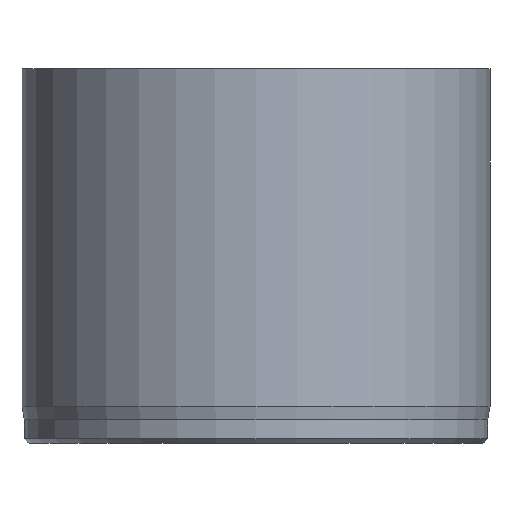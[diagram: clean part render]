
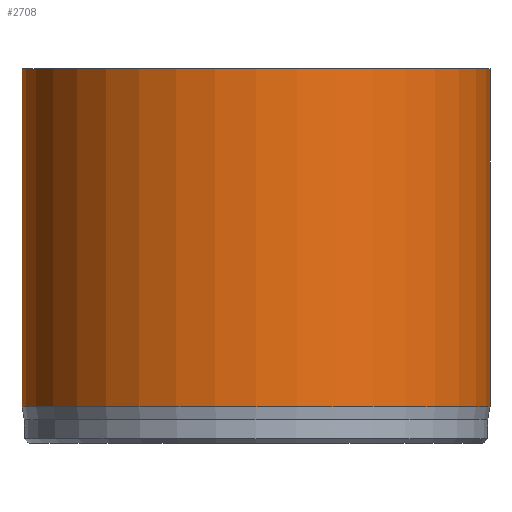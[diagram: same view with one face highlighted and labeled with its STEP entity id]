
A CAD part, front view. The second image highlights one B-rep face of the part: STEP entity #2708.
In plain terms, the highlighted cylindrical face has radius 10 mm (diameter 20 mm), a full revolution.
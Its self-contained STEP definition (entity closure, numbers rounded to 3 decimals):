
#43=CYLINDRICAL_SURFACE('',#2874,10.);
#57=CIRCLE('',#2872,10.);
#58=CIRCLE('',#2873,10.);
#59=CIRCLE('',#2875,10.);
#235=FACE_OUTER_BOUND('',#388,.T.);
#388=EDGE_LOOP('',(#2154,#2155,#2156,#2157,#2158));
#591=LINE('',#4595,#805);
#805=VECTOR('',#3173,10.);
#1214=VERTEX_POINT('',#4587);
#1215=VERTEX_POINT('',#4588);
#1216=VERTEX_POINT('',#4593);
#1569=EDGE_CURVE('',#1214,#1215,#57,.T.);
#1570=EDGE_CURVE('',#1215,#1214,#58,.T.);
#1572=EDGE_CURVE('',#1216,#1216,#59,.T.);
#1573=EDGE_CURVE('',#1216,#1214,#591,.T.);
#2154=ORIENTED_EDGE('',*,*,#1572,.T.);
#2155=ORIENTED_EDGE('',*,*,#1573,.T.);
#2156=ORIENTED_EDGE('',*,*,#1569,.T.);
#2157=ORIENTED_EDGE('',*,*,#1570,.T.);
#2158=ORIENTED_EDGE('',*,*,#1573,.F.);
#2708=ADVANCED_FACE('',(#235),#43,.T.);
#2872=AXIS2_PLACEMENT_3D('',#4589,#3164,#3165);
#2873=AXIS2_PLACEMENT_3D('',#4590,#3166,#3167);
#2874=AXIS2_PLACEMENT_3D('',#4592,#3169,#3170);
#2875=AXIS2_PLACEMENT_3D('',#4594,#3171,#3172);
#3164=DIRECTION('center_axis',(0.,0.,1.));
#3165=DIRECTION('ref_axis',(-1.,0.,0.));
#3166=DIRECTION('center_axis',(0.,0.,1.));
#3167=DIRECTION('ref_axis',(-1.,0.,0.));
#3169=DIRECTION('center_axis',(0.,0.,1.));
#3170=DIRECTION('ref_axis',(-1.,0.,0.));
#3171=DIRECTION('center_axis',(0.,0.,-1.));
#3172=DIRECTION('ref_axis',(-1.,0.,0.));
#3173=DIRECTION('',(0.,0.,-1.));
#4587=CARTESIAN_POINT('',(10.,0.,1.567));
#4588=CARTESIAN_POINT('',(-10.,0.,1.567));
#4589=CARTESIAN_POINT('Origin',(0.,0.,1.567));
#4590=CARTESIAN_POINT('Origin',(0.,0.,1.567));
#4592=CARTESIAN_POINT('Origin',(0.,0.,0.));
#4593=CARTESIAN_POINT('',(10.,0.,16.));
#4594=CARTESIAN_POINT('Origin',(0.,0.,16.));
#4595=CARTESIAN_POINT('',(10.,0.,0.));
